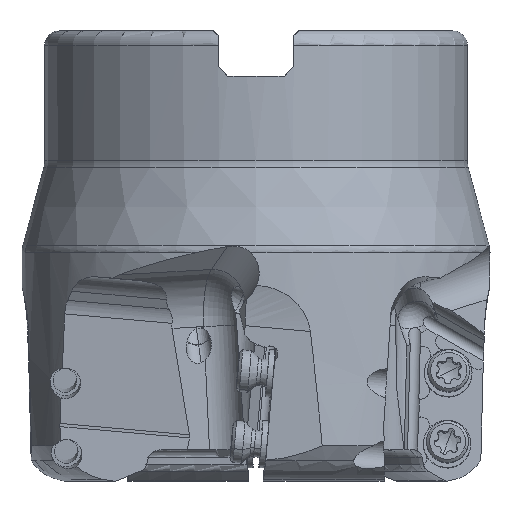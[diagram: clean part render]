
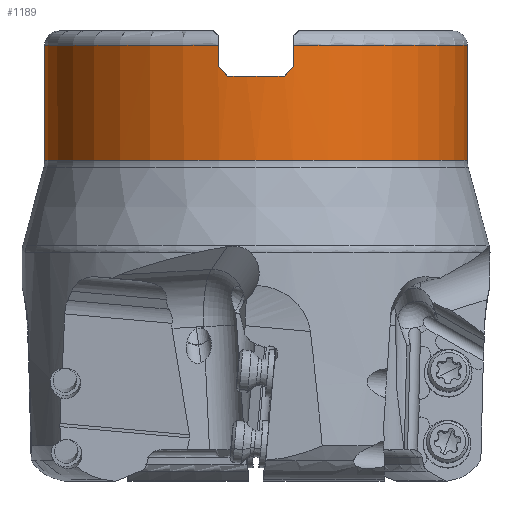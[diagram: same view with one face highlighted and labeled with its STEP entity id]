
A CAD part, front view. The second image highlights one B-rep face of the part: STEP entity #1189.
In plain terms, the highlighted cylindrical face has radius 22.225 mm (diameter 44.45 mm), a partial arc.
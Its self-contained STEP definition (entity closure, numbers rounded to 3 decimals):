
#377=CYLINDRICAL_SURFACE('',#11583,22.225);
#609=FACE_OUTER_BOUND('',#2006,.T.);
#1189=ADVANCED_FACE('',(#609),#377,.T.);
#2006=EDGE_LOOP('',(#4323,#4324,#4325,#4326,#4327,#4328,#4329,#4330,#4331,
#4332));
#2649=CIRCLE('',#11578,22.225);
#2650=CIRCLE('',#11580,22.225);
#2651=CIRCLE('',#11581,22.225);
#2652=CIRCLE('',#11582,22.225);
#3392=B_SPLINE_CURVE_WITH_KNOTS('',3,(#17631,#17632,#17633,#17634),
 .UNSPECIFIED.,.F.,.F.,(4,4),(0.,1.),.UNSPECIFIED.);
#3393=B_SPLINE_CURVE_WITH_KNOTS('',3,(#17648,#17649,#17650,#17651),
 .UNSPECIFIED.,.F.,.F.,(4,4),(0.,1.),.UNSPECIFIED.);
#4323=ORIENTED_EDGE('',*,*,#8706,.F.);
#4324=ORIENTED_EDGE('',*,*,#8707,.F.);
#4325=ORIENTED_EDGE('',*,*,#8708,.T.);
#4326=ORIENTED_EDGE('',*,*,#8709,.T.);
#4327=ORIENTED_EDGE('',*,*,#8705,.T.);
#4328=ORIENTED_EDGE('',*,*,#8710,.T.);
#4329=ORIENTED_EDGE('',*,*,#8711,.F.);
#4330=ORIENTED_EDGE('',*,*,#8712,.T.);
#4331=ORIENTED_EDGE('',*,*,#8713,.T.);
#4332=ORIENTED_EDGE('',*,*,#8714,.T.);
#7529=VERTEX_POINT('',#17626);
#7530=VERTEX_POINT('',#17628);
#7531=VERTEX_POINT('',#17635);
#7532=VERTEX_POINT('',#17636);
#7533=VERTEX_POINT('',#17638);
#7534=VERTEX_POINT('',#17640);
#7535=VERTEX_POINT('',#17643);
#7536=VERTEX_POINT('',#17645);
#7537=VERTEX_POINT('',#17647);
#7538=VERTEX_POINT('',#17652);
#8705=EDGE_CURVE('',#7529,#7530,#2649,.T.);
#8706=EDGE_CURVE('',#7531,#7532,#3392,.T.);
#8707=EDGE_CURVE('',#7533,#7531,#10159,.T.);
#8708=EDGE_CURVE('',#7533,#7534,#2650,.T.);
#8709=EDGE_CURVE('',#7534,#7529,#10160,.T.);
#8710=EDGE_CURVE('',#7530,#7535,#10161,.T.);
#8711=EDGE_CURVE('',#7536,#7535,#2651,.T.);
#8712=EDGE_CURVE('',#7536,#7537,#10162,.T.);
#8713=EDGE_CURVE('',#7537,#7538,#3393,.T.);
#8714=EDGE_CURVE('',#7538,#7532,#2652,.T.);
#10159=LINE('',#17637,#10673);
#10160=LINE('',#17641,#10674);
#10161=LINE('',#17642,#10675);
#10162=LINE('',#17646,#10676);
#10673=VECTOR('',#13064,1.);
#10674=VECTOR('',#13067,1.);
#10675=VECTOR('',#13068,1.);
#10676=VECTOR('',#13071,1.);
#11578=AXIS2_PLACEMENT_3D('',#17629,#13060,#13061);
#11580=AXIS2_PLACEMENT_3D('',#17639,#13065,#13066);
#11581=AXIS2_PLACEMENT_3D('',#17644,#13069,#13070);
#11582=AXIS2_PLACEMENT_3D('',#17653,#13072,#13073);
#11583=AXIS2_PLACEMENT_3D('',#17654,#13074,#13075);
#13060=DIRECTION('',(0.,0.,1.));
#13061=DIRECTION('',(-1.,0.,0.));
#13064=DIRECTION('',(0.,0.,-1.));
#13065=DIRECTION('',(0.,0.,-1.));
#13066=DIRECTION('',(-0.179,-0.984,0.));
#13067=DIRECTION('',(0.,0.,-1.));
#13068=DIRECTION('',(0.,0.,1.));
#13069=DIRECTION('',(0.,0.,1.));
#13070=DIRECTION('',(0.179,-0.984,0.));
#13071=DIRECTION('',(0.,0.,-1.));
#13072=DIRECTION('',(0.,0.,-1.));
#13073=DIRECTION('',(0.134,-0.991,0.));
#13074=DIRECTION('',(0.,0.,-1.));
#13075=DIRECTION('',(-1.,0.,0.));
#17626=CARTESIAN_POINT('',(-22.225,0.,-13.605));
#17628=CARTESIAN_POINT('',(22.225,0.,-13.605));
#17629=CARTESIAN_POINT('',(0.,0.,-13.605));
#17631=CARTESIAN_POINT('',(-3.97,-21.868,-3.76));
#17632=CARTESIAN_POINT('',(-3.637,-21.928,-4.093));
#17633=CARTESIAN_POINT('',(-3.304,-21.981,-4.426));
#17634=CARTESIAN_POINT('',(-2.97,-22.026,-4.76));
#17635=CARTESIAN_POINT('',(-3.97,-21.868,-3.76));
#17636=CARTESIAN_POINT('',(-2.97,-22.026,-4.76));
#17637=CARTESIAN_POINT('',(-3.97,-21.868,-1.5));
#17638=CARTESIAN_POINT('',(-3.97,-21.868,-1.5));
#17639=CARTESIAN_POINT('',(0.,0.,-1.5));
#17640=CARTESIAN_POINT('',(-22.225,0.,-1.5));
#17641=CARTESIAN_POINT('',(-22.225,0.,-1.5));
#17642=CARTESIAN_POINT('',(22.225,0.,-13.605));
#17643=CARTESIAN_POINT('',(22.225,0.,-1.5));
#17644=CARTESIAN_POINT('',(0.,0.,-1.5));
#17645=CARTESIAN_POINT('',(3.97,-21.868,-1.5));
#17646=CARTESIAN_POINT('',(3.97,-21.868,-1.5));
#17647=CARTESIAN_POINT('',(3.97,-21.868,-3.76));
#17648=CARTESIAN_POINT('',(3.97,-21.868,-3.76));
#17649=CARTESIAN_POINT('',(3.637,-21.928,-4.093));
#17650=CARTESIAN_POINT('',(3.304,-21.981,-4.426));
#17651=CARTESIAN_POINT('',(2.97,-22.026,-4.76));
#17652=CARTESIAN_POINT('',(2.97,-22.026,-4.76));
#17653=CARTESIAN_POINT('',(0.,0.,-4.76));
#17654=CARTESIAN_POINT('',(0.,0.,-1.258));
